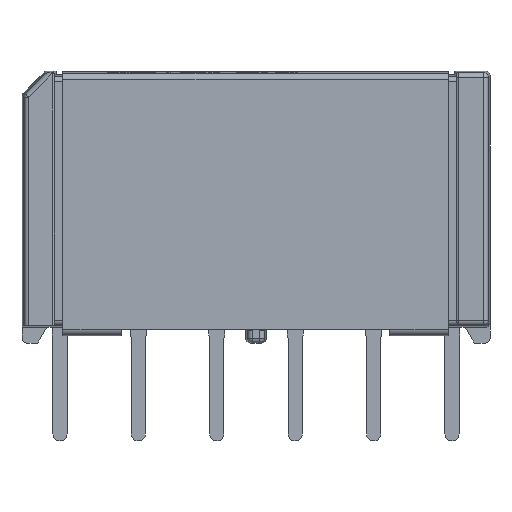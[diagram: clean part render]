
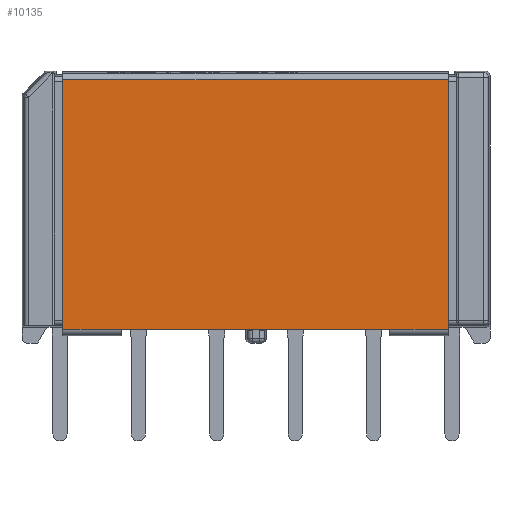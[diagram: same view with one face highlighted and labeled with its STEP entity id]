
A CAD part, top view. The second image highlights one B-rep face of the part: STEP entity #10135.
In plain terms, the highlighted planar face has unit normal (0, 0, 1).
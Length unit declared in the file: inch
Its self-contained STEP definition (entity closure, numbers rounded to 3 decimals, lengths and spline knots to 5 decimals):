
#9161=CARTESIAN_POINT('',(-0.2465,-0.12522,0.07003));
#9162=VERTEX_POINT('',#9161);
#9170=CARTESIAN_POINT('',(-0.2465,0.19305,0.07003));
#9171=VERTEX_POINT('',#9170);
#9172=CARTESIAN_POINT('',(-0.2465,0.19305,0.07003));
#9173=DIRECTION('',(0.0,-1.0,0.0));
#9174=VECTOR('',#9173,0.31827);
#9175=LINE('',#9172,#9174);
#9176=EDGE_CURVE('',#9171,#9162,#9175,.T.);
#9425=CARTESIAN_POINT('',(0.1705,-0.12522,0.07003));
#9426=VERTEX_POINT('',#9425);
#9433=CARTESIAN_POINT('',(-0.1715,-0.12522,0.07003));
#9434=VERTEX_POINT('',#9433);
#9435=CARTESIAN_POINT('',(-0.1715,-0.12522,0.07003));
#9436=DIRECTION('',(1.0,0.0,0.0));
#9437=VECTOR('',#9436,0.342);
#9438=LINE('',#9435,#9437);
#9439=EDGE_CURVE('',#9434,#9426,#9438,.T.);
#9744=CARTESIAN_POINT('',(-0.2465,-0.12522,0.07003));
#9745=DIRECTION('',(1.0,0.0,0.0));
#9746=VECTOR('',#9745,0.075);
#9747=LINE('',#9744,#9746);
#9748=EDGE_CURVE('',#9162,#9434,#9747,.T.);
#9774=CARTESIAN_POINT('',(0.2455,-0.12522,0.07003));
#9775=VERTEX_POINT('',#9774);
#9783=CARTESIAN_POINT('',(0.1705,-0.12522,0.07003));
#9784=DIRECTION('',(1.0,0.0,0.0));
#9785=VECTOR('',#9784,0.075);
#9786=LINE('',#9783,#9785);
#9787=EDGE_CURVE('',#9426,#9775,#9786,.T.);
#9896=CARTESIAN_POINT('',(0.2455,0.19305,0.07003));
#9897=VERTEX_POINT('',#9896);
#9905=CARTESIAN_POINT('',(0.2455,-0.12522,0.07003));
#9906=DIRECTION('',(0.0,1.0,0.0));
#9907=VECTOR('',#9906,0.31827);
#9908=LINE('',#9905,#9907);
#9909=EDGE_CURVE('',#9775,#9897,#9908,.T.);
#10117=CARTESIAN_POINT('',(0.2455,0.20078,0.07003));
#10118=DIRECTION('',(0.0,0.0,1.0));
#10119=DIRECTION('',(0.0,1.0,0.0));
#10120=AXIS2_PLACEMENT_3D('',#10117,#10118,#10119);
#10121=PLANE('',#10120);
#10122=ORIENTED_EDGE('',*,*,#9748,.T.);
#10123=ORIENTED_EDGE('',*,*,#9439,.T.);
#10124=ORIENTED_EDGE('',*,*,#9787,.T.);
#10125=ORIENTED_EDGE('',*,*,#9909,.T.);
#10126=CARTESIAN_POINT('',(-0.2465,0.19305,0.07003));
#10127=DIRECTION('',(1.0,0.0,0.0));
#10128=VECTOR('',#10127,0.492);
#10129=LINE('',#10126,#10128);
#10130=EDGE_CURVE('',#9171,#9897,#10129,.T.);
#10131=ORIENTED_EDGE('',*,*,#10130,.F.);
#10132=ORIENTED_EDGE('',*,*,#9176,.T.);
#10133=EDGE_LOOP('',(#10122,#10123,#10124,#10125,#10131,#10132));
#10134=FACE_OUTER_BOUND('',#10133,.T.);
#10135=ADVANCED_FACE('',(#10134),#10121,.T.);
